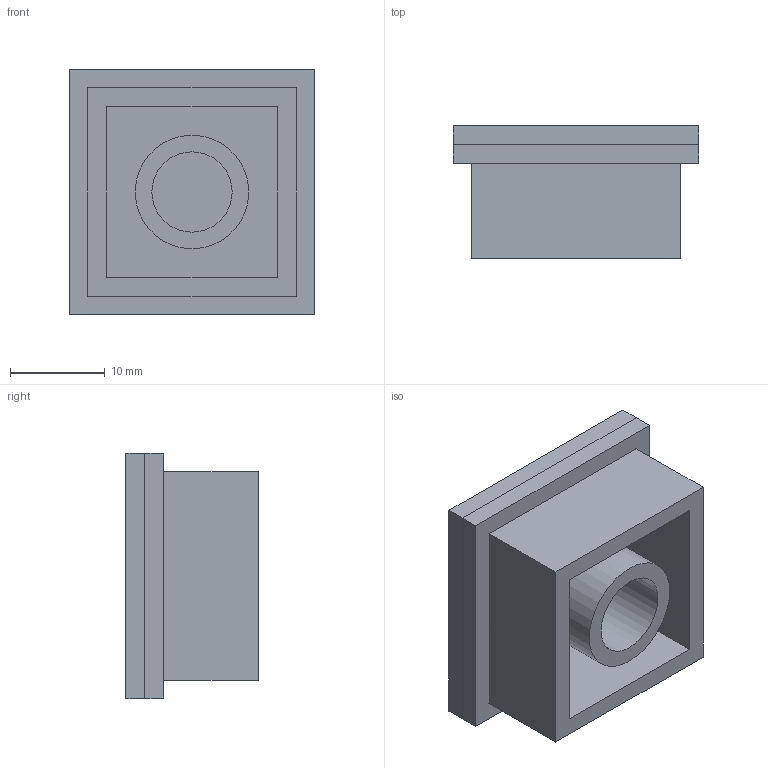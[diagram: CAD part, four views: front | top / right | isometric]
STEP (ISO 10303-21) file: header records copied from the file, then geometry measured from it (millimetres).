
FILE_DESCRIPTION(/* description */ (''),/* implementation_level */ '2;1');
FILE_NAME(/* name */ 'pdms_mold_design.step',/* time_stamp */ '2025-08-26T20:08:35-04:00',/* author */ (''),/* organization */ (''),/* preprocessor_version */ 'ST-DEVELOPER v20.1',/* originating_system */ 'Autodesk Translation Framework v14.4.0.0',/* authorisation */ '');
FILE_SCHEMA (('AUTOMOTIVE_DESIGN { 1 0 10303 214 3 1 1 }'));
Length unit declared in the file: millimetre
Products named in the file (3): pdms_mold_design (v6~recovered); Component1; Component2
Assembly tree (2 placements, depth 2):
  pdms_mold_design (v6~recovered)
    Component1
    Component2
Bounding box: 26 x 14 x 26 mm (x, y, z)
Volume: 4445.7 mm3; surface area: 5620.4 mm2
Topology: 5 solids, 5 shells, 33 faces, 69 edges, 46 vertices
Faces by surface type: plane 30, cylinder 3
Full cylindrical faces by diameter (mm): 8.5 x2, 12 x1
Entity records: 965 total; most frequent: CARTESIAN_POINT 153, DIRECTION 151, ORIENTED_EDGE 138, EDGE_CURVE 69, LINE 63, VECTOR 63, VERTEX_POINT 46, AXIS2_PLACEMENT_3D 44
